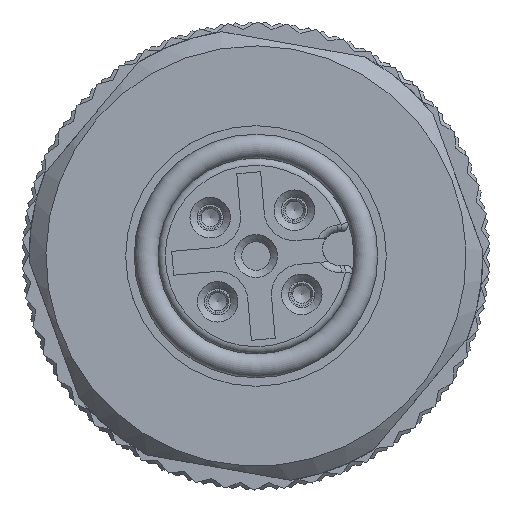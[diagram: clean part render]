
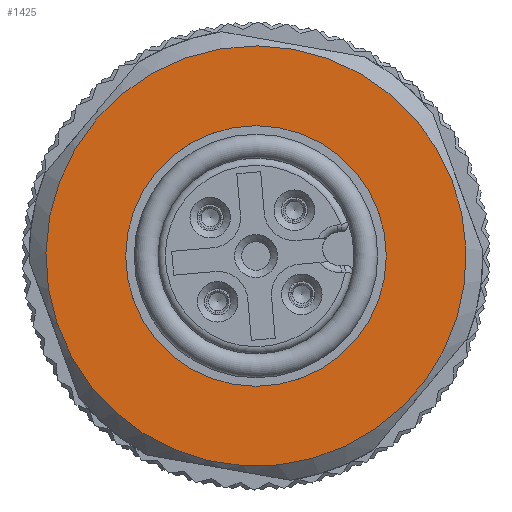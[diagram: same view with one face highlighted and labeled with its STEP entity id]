
A CAD part, left-side view. The second image highlights one B-rep face of the part: STEP entity #1425.
In plain terms, the highlighted planar face has unit normal (-1, 0, 0).
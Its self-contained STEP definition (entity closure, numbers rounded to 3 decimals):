
#649=PLANE('',#13167);
#887=FACE_BOUND('',#2931,.T.);
#888=FACE_BOUND('',#2932,.T.);
#1425=ADVANCED_FACE('',(#887,#888),#649,.T.);
#2931=EDGE_LOOP('',(#8035));
#2932=EDGE_LOOP('',(#8036));
#8035=ORIENTED_EDGE('',*,*,#11544,.T.);
#8036=ORIENTED_EDGE('',*,*,#11543,.F.);
#9837=VERTEX_POINT('',#20743);
#9838=VERTEX_POINT('',#20746);
#11543=EDGE_CURVE('',#9837,#9837,#12173,.T.);
#11544=EDGE_CURVE('',#9838,#9838,#12174,.T.);
#12173=CIRCLE('',#13164,8.8);
#12174=CIRCLE('',#13166,5.459);
#13164=AXIS2_PLACEMENT_3D('',#20742,#16212,#16213);
#13166=AXIS2_PLACEMENT_3D('',#20745,#16216,#16217);
#13167=AXIS2_PLACEMENT_3D('',#20747,#16218,#16219);
#16212=DIRECTION('',(1.,0.,0.));
#16213=DIRECTION('',(0.,-0.643,0.766));
#16216=DIRECTION('',(1.,0.,0.));
#16217=DIRECTION('',(0.,-0.643,0.766));
#16218=DIRECTION('',(-1.,0.,0.));
#16219=DIRECTION('',(0.,-0.643,0.766));
#20742=CARTESIAN_POINT('',(-13.2,0.,0.));
#20743=CARTESIAN_POINT('',(-13.2,-5.657,6.741));
#20745=CARTESIAN_POINT('',(-13.2,0.,0.));
#20746=CARTESIAN_POINT('',(-13.2,-3.509,4.181));
#20747=CARTESIAN_POINT('',(-13.2,5.657,-6.741));
